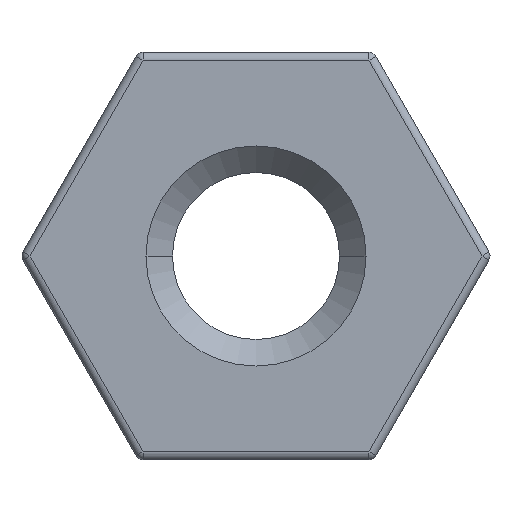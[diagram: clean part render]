
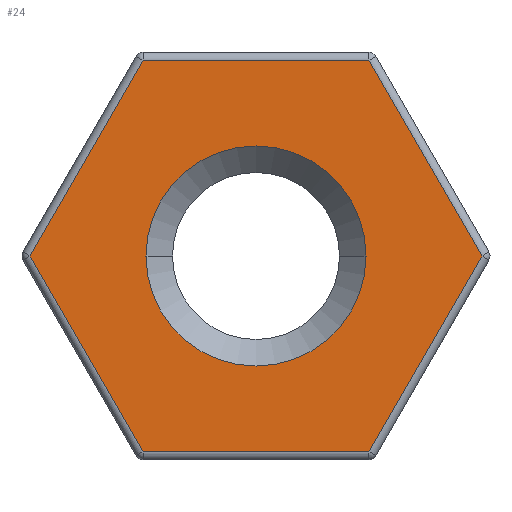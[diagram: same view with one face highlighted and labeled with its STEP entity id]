
A CAD part, left-side view. The second image highlights one B-rep face of the part: STEP entity #24.
In plain terms, the highlighted planar face has unit normal (-1, 0, 0).
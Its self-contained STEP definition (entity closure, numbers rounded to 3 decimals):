
#18 = ORIENTED_EDGE ( 'NONE', *, *, #640, .T. ) ;
#24 = ADVANCED_FACE ( 'NONE', ( #1050, #838 ), #1021, .F. ) ;
#28 = DIRECTION ( 'NONE',  ( 0., -0.5, -0.866 ) ) ;
#67 = ORIENTED_EDGE ( 'NONE', *, *, #970, .T. ) ;
#72 = CARTESIAN_POINT ( 'NONE',  ( 0., 2.771, 0. ) ) ;
#83 = VERTEX_POINT ( 'NONE', #1235 ) ;
#109 = CARTESIAN_POINT ( 'NONE',  ( 0., -1.386, -2.4 ) ) ;
#126 = VECTOR ( 'NONE', #28, 1000. ) ;
#148 = VERTEX_POINT ( 'NONE', #308 ) ;
#154 = ORIENTED_EDGE ( 'NONE', *, *, #1073, .T. ) ;
#173 = VERTEX_POINT ( 'NONE', #725 ) ;
#181 = VECTOR ( 'NONE', #721, 1000. ) ;
#191 = EDGE_LOOP ( 'NONE', ( #833, #154 ) ) ;
#195 = EDGE_LOOP ( 'NONE', ( #18, #371, #235, #67, #266, #608 ) ) ;
#203 = CARTESIAN_POINT ( 'NONE',  ( 0., -2.078, 1.2 ) ) ;
#210 = VERTEX_POINT ( 'NONE', #988 ) ;
#235 = ORIENTED_EDGE ( 'NONE', *, *, #331, .T. ) ;
#250 = VERTEX_POINT ( 'NONE', #770 ) ;
#266 = ORIENTED_EDGE ( 'NONE', *, *, #1013, .T. ) ;
#308 = CARTESIAN_POINT ( 'NONE',  ( 0., -1.35, 0. ) ) ;
#329 = CARTESIAN_POINT ( 'NONE',  ( 0., 1.386, 2.4 ) ) ;
#331 = EDGE_CURVE ( 'NONE', #675, #439, #1259, .T. ) ;
#363 = DIRECTION ( 'NONE',  ( 0., 1., 0. ) ) ;
#366 = DIRECTION ( 'NONE',  ( 1., 0., 0. ) ) ;
#368 = VECTOR ( 'NONE', #961, 1000. ) ;
#371 = ORIENTED_EDGE ( 'NONE', *, *, #1186, .T. ) ;
#390 = CARTESIAN_POINT ( 'NONE',  ( 0., 2.078, -1.2 ) ) ;
#402 = LINE ( 'NONE', #1231, #680 ) ;
#439 = VERTEX_POINT ( 'NONE', #72 ) ;
#488 = DIRECTION ( 'NONE',  ( 0., 0.5, -0.866 ) ) ;
#595 = CARTESIAN_POINT ( 'NONE',  ( 0., 0., 0. ) ) ;
#608 = ORIENTED_EDGE ( 'NONE', *, *, #723, .T. ) ;
#636 = CARTESIAN_POINT ( 'NONE',  ( 0., 2.078, 1.2 ) ) ;
#640 = EDGE_CURVE ( 'NONE', #210, #250, #1141, .T. ) ;
#675 = VERTEX_POINT ( 'NONE', #329 ) ;
#680 = VECTOR ( 'NONE', #754, 1000. ) ;
#689 = CARTESIAN_POINT ( 'NONE',  ( 0., -2.078, -1.2 ) ) ;
#721 = DIRECTION ( 'NONE',  ( 0., 1., 0. ) ) ;
#723 = EDGE_CURVE ( 'NONE', #788, #210, #1258, .T. ) ;
#725 = CARTESIAN_POINT ( 'NONE',  ( 0., 1.35, 0. ) ) ;
#732 = DIRECTION ( 'NONE',  ( 1., 0., 0. ) ) ;
#754 = DIRECTION ( 'NONE',  ( 0., -1., 0. ) ) ;
#765 = AXIS2_PLACEMENT_3D ( 'NONE', #1025, #732, #1167 ) ;
#770 = CARTESIAN_POINT ( 'NONE',  ( 0., -1.386, 2.4 ) ) ;
#788 = VERTEX_POINT ( 'NONE', #109 ) ;
#793 = LINE ( 'NONE', #390, #126 ) ;
#812 = LINE ( 'NONE', #867, #181 ) ;
#833 = ORIENTED_EDGE ( 'NONE', *, *, #1091, .T. ) ;
#838 = FACE_BOUND ( 'NONE', #191, .T. ) ;
#839 = DIRECTION ( 'NONE',  ( 0., 1., 0. ) ) ;
#867 = CARTESIAN_POINT ( 'NONE',  ( 0., 0., 2.4 ) ) ;
#878 = VECTOR ( 'NONE', #488, 1000. ) ;
#896 = CIRCLE ( 'NONE', #1001, 1.35 ) ;
#909 = AXIS2_PLACEMENT_3D ( 'NONE', #595, #987, #363 ) ;
#943 = CIRCLE ( 'NONE', #909, 1.35 ) ;
#961 = DIRECTION ( 'NONE',  ( 0., 0.5, 0.866 ) ) ;
#970 = EDGE_CURVE ( 'NONE', #439, #83, #793, .T. ) ;
#987 = DIRECTION ( 'NONE',  ( 1., 0., 0. ) ) ;
#988 = CARTESIAN_POINT ( 'NONE',  ( 0., -2.771, 0. ) ) ;
#992 = CARTESIAN_POINT ( 'NONE',  ( 0., 0., 0. ) ) ;
#1001 = AXIS2_PLACEMENT_3D ( 'NONE', #992, #366, #839 ) ;
#1013 = EDGE_CURVE ( 'NONE', #83, #788, #402, .T. ) ;
#1018 = VECTOR ( 'NONE', #1188, 1000. ) ;
#1021 = PLANE ( 'NONE',  #765 ) ;
#1025 = CARTESIAN_POINT ( 'NONE',  ( 0., 0., 0. ) ) ;
#1050 = FACE_OUTER_BOUND ( 'NONE', #195, .T. ) ;
#1073 = EDGE_CURVE ( 'NONE', #148, #173, #943, .T. ) ;
#1091 = EDGE_CURVE ( 'NONE', #173, #148, #896, .T. ) ;
#1141 = LINE ( 'NONE', #203, #368 ) ;
#1167 = DIRECTION ( 'NONE',  ( 0., 1., 0. ) ) ;
#1186 = EDGE_CURVE ( 'NONE', #250, #675, #812, .T. ) ;
#1188 = DIRECTION ( 'NONE',  ( 0., -0.5, 0.866 ) ) ;
#1231 = CARTESIAN_POINT ( 'NONE',  ( 0., 0., -2.4 ) ) ;
#1235 = CARTESIAN_POINT ( 'NONE',  ( 0., 1.386, -2.4 ) ) ;
#1258 = LINE ( 'NONE', #689, #1018 ) ;
#1259 = LINE ( 'NONE', #636, #878 ) ;
